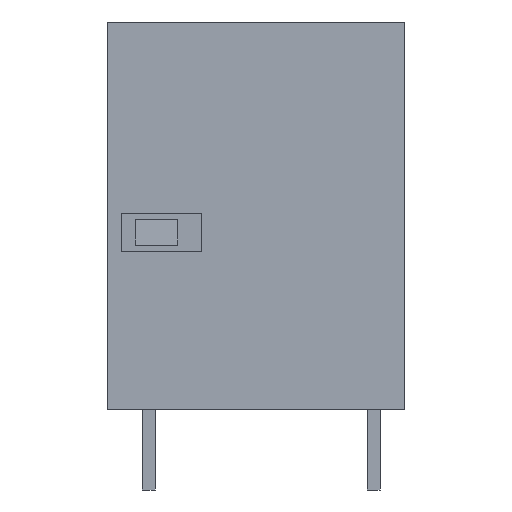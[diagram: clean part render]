
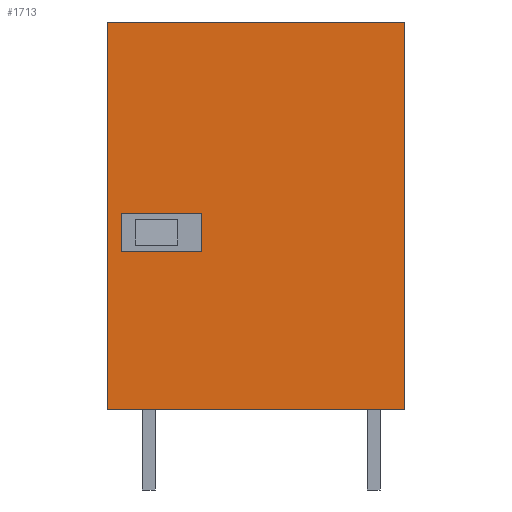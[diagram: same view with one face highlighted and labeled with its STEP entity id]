
A CAD part, left-side view. The second image highlights one B-rep face of the part: STEP entity #1713.
In plain terms, the highlighted planar face has unit normal (-1, 0, 0).
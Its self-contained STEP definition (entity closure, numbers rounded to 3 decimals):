
#1659=AXIS2_PLACEMENT_3D('Plane Axis2P3D',#1656,#1657,#1658) ;
#49=CARTESIAN_POINT('Vertex',(0.,0.,5.)) ;
#52=CARTESIAN_POINT('Line Origine',(0.,9.25,5.)) ;
#56=CARTESIAN_POINT('Vertex',(0.,18.5,5.)) ;
#148=CARTESIAN_POINT('Line Origine',(0.,0.,17.075)) ;
#152=CARTESIAN_POINT('Vertex',(0.,0.,29.15)) ;
#1656=CARTESIAN_POINT('Axis2P3D Location',(0.,18.5,0.)) ;
#1661=CARTESIAN_POINT('Line Origine',(0.,9.25,29.15)) ;
#1665=CARTESIAN_POINT('Vertex',(0.,18.5,29.15)) ;
#1668=CARTESIAN_POINT('Line Origine',(0.,18.5,17.075)) ;
#1679=CARTESIAN_POINT('Line Origine',(0.,15.151,17.25)) ;
#1683=CARTESIAN_POINT('Vertex',(0.,12.651,17.25)) ;
#1685=CARTESIAN_POINT('Vertex',(0.,17.65,17.25)) ;
#1688=CARTESIAN_POINT('Line Origine',(0.,12.651,16.05)) ;
#1692=CARTESIAN_POINT('Vertex',(0.,12.651,14.85)) ;
#1695=CARTESIAN_POINT('Line Origine',(0.,15.151,14.85)) ;
#1699=CARTESIAN_POINT('Vertex',(0.,17.65,14.85)) ;
#1702=CARTESIAN_POINT('Line Origine',(0.,17.65,16.05)) ;
#53=DIRECTION('Vector Direction',(0.,-1.,0.)) ;
#149=DIRECTION('Vector Direction',(0.,0.,-1.)) ;
#1657=DIRECTION('Axis2P3D Direction',(-1.,0.,0.)) ;
#1658=DIRECTION('Axis2P3D XDirection',(0.,-1.,0.)) ;
#1662=DIRECTION('Vector Direction',(0.,1.,0.)) ;
#1669=DIRECTION('Vector Direction',(0.,0.,-1.)) ;
#1680=DIRECTION('Vector Direction',(0.,1.,0.)) ;
#1689=DIRECTION('Vector Direction',(0.,0.,1.)) ;
#1696=DIRECTION('Vector Direction',(0.,-1.,0.)) ;
#1703=DIRECTION('Vector Direction',(0.,0.,-1.)) ;
#54=VECTOR('Line Direction',#53,1.) ;
#150=VECTOR('Line Direction',#149,1.) ;
#1663=VECTOR('Line Direction',#1662,1.) ;
#1670=VECTOR('Line Direction',#1669,1.) ;
#1681=VECTOR('Line Direction',#1680,1.) ;
#1690=VECTOR('Line Direction',#1689,1.) ;
#1697=VECTOR('Line Direction',#1696,1.) ;
#1704=VECTOR('Line Direction',#1703,1.) ;
#1674=ORIENTED_EDGE('',*,*,#1667,.T.) ;
#1675=ORIENTED_EDGE('',*,*,#1672,.T.) ;
#1676=ORIENTED_EDGE('',*,*,#58,.T.) ;
#1677=ORIENTED_EDGE('',*,*,#154,.T.) ;
#1708=ORIENTED_EDGE('',*,*,#1687,.F.) ;
#1709=ORIENTED_EDGE('',*,*,#1694,.F.) ;
#1710=ORIENTED_EDGE('',*,*,#1701,.F.) ;
#1711=ORIENTED_EDGE('',*,*,#1706,.F.) ;
#1712=FACE_BOUND('',#1707,.T.) ;
#1713=ADVANCED_FACE('HOUSING',(#1678,#1712),#1660,.T.) ;
#58=EDGE_CURVE('',#57,#50,#55,.T.) ;
#154=EDGE_CURVE('',#50,#153,#151,.F.) ;
#1667=EDGE_CURVE('',#153,#1666,#1664,.T.) ;
#1672=EDGE_CURVE('',#1666,#57,#1671,.T.) ;
#1687=EDGE_CURVE('',#1684,#1686,#1682,.T.) ;
#1694=EDGE_CURVE('',#1693,#1684,#1691,.T.) ;
#1701=EDGE_CURVE('',#1700,#1693,#1698,.T.) ;
#1706=EDGE_CURVE('',#1686,#1700,#1705,.T.) ;
#1673=EDGE_LOOP('',(#1674,#1675,#1676,#1677)) ;
#1707=EDGE_LOOP('',(#1708,#1709,#1710,#1711)) ;
#1678=FACE_OUTER_BOUND('',#1673,.T.) ;
#55=LINE('Line',#52,#54) ;
#151=LINE('Line',#148,#150) ;
#1664=LINE('Line',#1661,#1663) ;
#1671=LINE('Line',#1668,#1670) ;
#1682=LINE('Line',#1679,#1681) ;
#1691=LINE('Line',#1688,#1690) ;
#1698=LINE('Line',#1695,#1697) ;
#1705=LINE('Line',#1702,#1704) ;
#1660=PLANE('',#1659) ;
#50=VERTEX_POINT('',#49) ;
#57=VERTEX_POINT('',#56) ;
#153=VERTEX_POINT('',#152) ;
#1666=VERTEX_POINT('',#1665) ;
#1684=VERTEX_POINT('',#1683) ;
#1686=VERTEX_POINT('',#1685) ;
#1693=VERTEX_POINT('',#1692) ;
#1700=VERTEX_POINT('',#1699) ;
